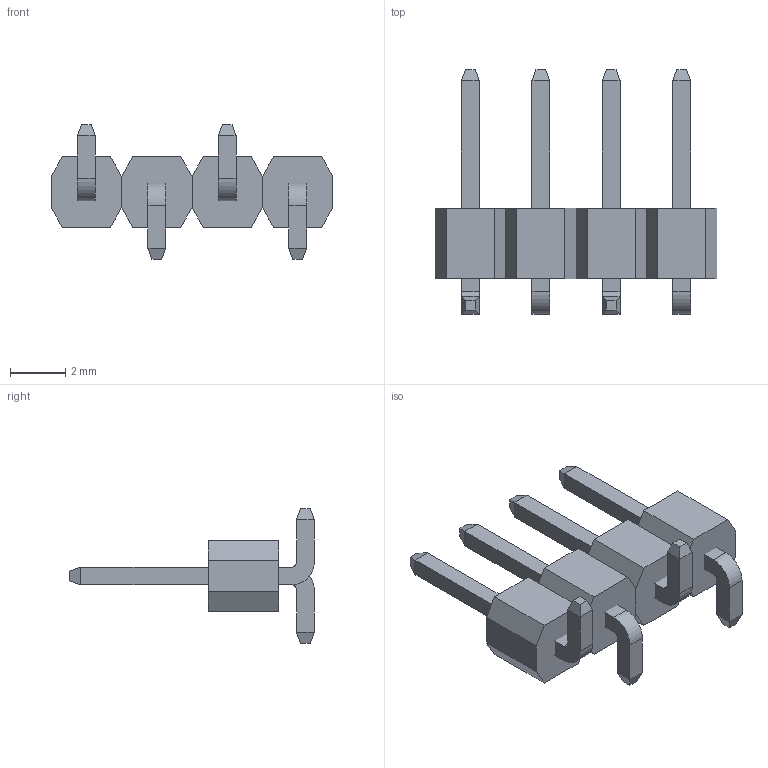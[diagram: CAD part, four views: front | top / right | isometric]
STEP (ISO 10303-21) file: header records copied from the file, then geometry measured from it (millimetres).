
FILE_DESCRIPTION (( 'STEP AP214' ), '1' );
FILE_NAME ('User Library-4pin header SMD 2,54mm.STEP', '2017-12-17T09:43:48', ( '' ), ( '' ), 'SwSTEP 2.0', 'SolidWorks 2018', '' );
FILE_SCHEMA (( 'AUTOMOTIVE_DESIGN' ));
Length unit declared in the file: millimetre
Products named in the file (2): User Library-4pin header SMD 2,54mm; User Library-4pin header SMD 2,54mm_header SMD 2,54mm
Assembly tree (4 placements, depth 2):
  User Library-4pin header SMD 2,54mm
    User Library-4pin header SMD 2,54mm_header SMD 2,54mm  x4
Bounding box: 10.16 x 8.82 x 4.85 mm (x, y, z)
Volume: 76.8 mm3; surface area: 247.5 mm2
Topology: 8 solids, 8 shells, 112 faces, 256 edges, 160 vertices
Faces by surface type: plane 104, cylinder 8
Entity records: 1175 total; most frequent: CARTESIAN_POINT 139, DIRECTION 138, ORIENTED_EDGE 128, EDGE_CURVE 64, VECTOR 60, LINE 60, VERTEX_POINT 40, AXIS2_PLACEMENT_3D 39
